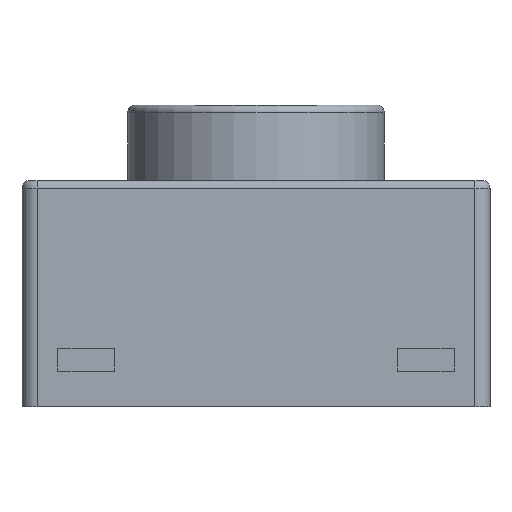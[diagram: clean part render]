
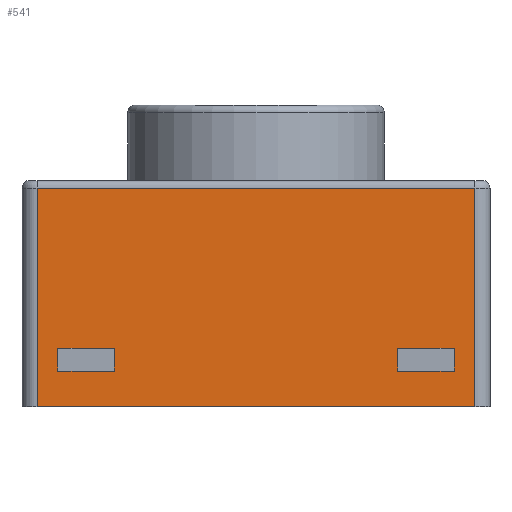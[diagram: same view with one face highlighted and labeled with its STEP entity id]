
A CAD part, left-side view. The second image highlights one B-rep face of the part: STEP entity #541.
In plain terms, the highlighted planar face has unit normal (-1, 0, 0).
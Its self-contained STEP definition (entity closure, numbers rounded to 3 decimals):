
#230 = VERTEX_POINT('',#231);
#231 = CARTESIAN_POINT('',(-3.1,-2.9,2.9));
#279 = EDGE_CURVE('',#230,#280,#282,.T.);
#280 = VERTEX_POINT('',#281);
#281 = CARTESIAN_POINT('',(-3.1,2.9,2.9));
#282 = LINE('',#283,#284);
#283 = CARTESIAN_POINT('',(-3.1,-2.9,2.9));
#284 = VECTOR('',#285,1.);
#285 = DIRECTION('',(0.,1.,0.));
#428 = EDGE_CURVE('',#429,#230,#431,.T.);
#429 = VERTEX_POINT('',#430);
#430 = CARTESIAN_POINT('',(-3.1,-2.9,0.));
#431 = LINE('',#432,#433);
#432 = CARTESIAN_POINT('',(-3.1,-2.9,0.));
#433 = VECTOR('',#434,1.);
#434 = DIRECTION('',(0.,0.,1.));
#541 = ADVANCED_FACE('',(#542,#560,#594),#628,.T.);
#542 = FACE_BOUND('',#543,.T.);
#543 = EDGE_LOOP('',(#544,#545,#546,#554));
#544 = ORIENTED_EDGE('',*,*,#428,.T.);
#545 = ORIENTED_EDGE('',*,*,#279,.T.);
#546 = ORIENTED_EDGE('',*,*,#547,.F.);
#547 = EDGE_CURVE('',#548,#280,#550,.T.);
#548 = VERTEX_POINT('',#549);
#549 = CARTESIAN_POINT('',(-3.1,2.9,0.));
#550 = LINE('',#551,#552);
#551 = CARTESIAN_POINT('',(-3.1,2.9,0.));
#552 = VECTOR('',#553,1.);
#553 = DIRECTION('',(0.,0.,1.));
#554 = ORIENTED_EDGE('',*,*,#555,.F.);
#555 = EDGE_CURVE('',#429,#548,#556,.T.);
#556 = LINE('',#557,#558);
#557 = CARTESIAN_POINT('',(-3.1,-3.1,0.));
#558 = VECTOR('',#559,1.);
#559 = DIRECTION('',(0.,1.,0.));
#560 = FACE_BOUND('',#561,.T.);
#561 = EDGE_LOOP('',(#562,#572,#580,#588));
#562 = ORIENTED_EDGE('',*,*,#563,.F.);
#563 = EDGE_CURVE('',#564,#566,#568,.T.);
#564 = VERTEX_POINT('',#565);
#565 = CARTESIAN_POINT('',(-3.1,-1.875,0.775));
#566 = VERTEX_POINT('',#567);
#567 = CARTESIAN_POINT('',(-3.1,-1.875,0.475));
#568 = LINE('',#569,#570);
#569 = CARTESIAN_POINT('',(-3.1,-1.875,0.775));
#570 = VECTOR('',#571,1.);
#571 = DIRECTION('',(-0.,-0.,-1.));
#572 = ORIENTED_EDGE('',*,*,#573,.T.);
#573 = EDGE_CURVE('',#564,#574,#576,.T.);
#574 = VERTEX_POINT('',#575);
#575 = CARTESIAN_POINT('',(-3.1,-2.625,0.775));
#576 = LINE('',#577,#578);
#577 = CARTESIAN_POINT('',(-3.1,-1.875,0.775));
#578 = VECTOR('',#579,1.);
#579 = DIRECTION('',(0.,-1.,0.));
#580 = ORIENTED_EDGE('',*,*,#581,.T.);
#581 = EDGE_CURVE('',#574,#582,#584,.T.);
#582 = VERTEX_POINT('',#583);
#583 = CARTESIAN_POINT('',(-3.1,-2.625,0.475));
#584 = LINE('',#585,#586);
#585 = CARTESIAN_POINT('',(-3.1,-2.625,0.775));
#586 = VECTOR('',#587,1.);
#587 = DIRECTION('',(-0.,-0.,-1.));
#588 = ORIENTED_EDGE('',*,*,#589,.F.);
#589 = EDGE_CURVE('',#566,#582,#590,.T.);
#590 = LINE('',#591,#592);
#591 = CARTESIAN_POINT('',(-3.1,-1.875,0.475));
#592 = VECTOR('',#593,1.);
#593 = DIRECTION('',(0.,-1.,0.));
#594 = FACE_BOUND('',#595,.T.);
#595 = EDGE_LOOP('',(#596,#606,#614,#622));
#596 = ORIENTED_EDGE('',*,*,#597,.F.);
#597 = EDGE_CURVE('',#598,#600,#602,.T.);
#598 = VERTEX_POINT('',#599);
#599 = CARTESIAN_POINT('',(-3.1,2.625,0.775));
#600 = VERTEX_POINT('',#601);
#601 = CARTESIAN_POINT('',(-3.1,2.625,0.475));
#602 = LINE('',#603,#604);
#603 = CARTESIAN_POINT('',(-3.1,2.625,0.775));
#604 = VECTOR('',#605,1.);
#605 = DIRECTION('',(-0.,-0.,-1.));
#606 = ORIENTED_EDGE('',*,*,#607,.T.);
#607 = EDGE_CURVE('',#598,#608,#610,.T.);
#608 = VERTEX_POINT('',#609);
#609 = CARTESIAN_POINT('',(-3.1,1.875,0.775));
#610 = LINE('',#611,#612);
#611 = CARTESIAN_POINT('',(-3.1,2.625,0.775));
#612 = VECTOR('',#613,1.);
#613 = DIRECTION('',(0.,-1.,0.));
#614 = ORIENTED_EDGE('',*,*,#615,.T.);
#615 = EDGE_CURVE('',#608,#616,#618,.T.);
#616 = VERTEX_POINT('',#617);
#617 = CARTESIAN_POINT('',(-3.1,1.875,0.475));
#618 = LINE('',#619,#620);
#619 = CARTESIAN_POINT('',(-3.1,1.875,0.775));
#620 = VECTOR('',#621,1.);
#621 = DIRECTION('',(-0.,-0.,-1.));
#622 = ORIENTED_EDGE('',*,*,#623,.F.);
#623 = EDGE_CURVE('',#600,#616,#624,.T.);
#624 = LINE('',#625,#626);
#625 = CARTESIAN_POINT('',(-3.1,2.625,0.475));
#626 = VECTOR('',#627,1.);
#627 = DIRECTION('',(0.,-1.,0.));
#628 = PLANE('',#629);
#629 = AXIS2_PLACEMENT_3D('',#630,#631,#632);
#630 = CARTESIAN_POINT('',(-3.1,-3.1,0.));
#631 = DIRECTION('',(-1.,0.,0.));
#632 = DIRECTION('',(0.,1.,0.));
